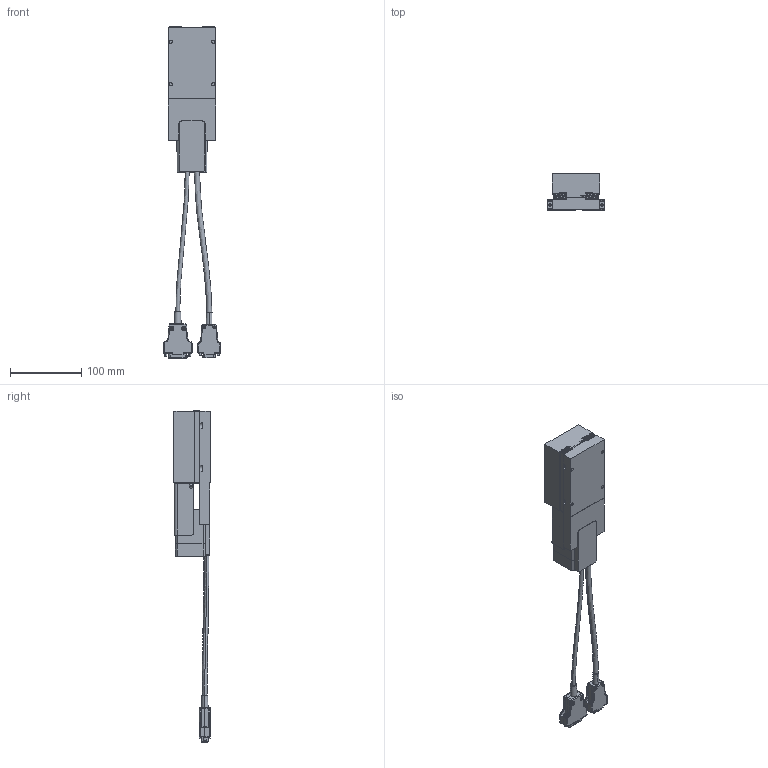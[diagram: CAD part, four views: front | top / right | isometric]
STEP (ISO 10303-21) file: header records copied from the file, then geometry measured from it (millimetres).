
FILE_DESCRIPTION (( 'STEP AP214' ), '1' );
FILE_NAME ('MCS-050-A-M-S-EXPORT.STEP', '2025-09-10T20:08:04', ( 'lab' ), ( '' ), 'SwSTEP 2.0', 'SolidWorks 2018', '' );
FILE_SCHEMA (( 'AUTOMOTIVE_DESIGN' ));
Length unit declared in the file: millimetre
Products named in the file (7): MCS-050-A-M-S-EXPORT; 1000002_file_export4; 1000009_file_export7; 1000004; 1000001_file_export8; 1000008_file_export2; 1000007_file_export1
Assembly tree (6 placements, depth 2):
  MCS-050-A-M-S-EXPORT
    1000001_file_export8
    1000002_file_export4
    1000004
    1000007_file_export1
    1000008_file_export2
    1000009_file_export7
Bounding box: 80 x 51 x 467.1 mm (x, y, z)
Volume: 562611.8 mm3; surface area: 138498 mm2
Topology: 23 solids, 23 shells, 1446 faces, 3487 edges, 2160 vertices
Faces by surface type: plane 865, cylinder 329, cone 126, torus 114, sphere 8, bspline 4
Entity records: 42831 total; most frequent: CARTESIAN_POINT 7886, DIRECTION 7488, ORIENTED_EDGE 6914, EDGE_CURVE 3457, AXIS2_PLACEMENT_3D 2634, LINE 2220, VECTOR 2220, VERTEX_POINT 2160
